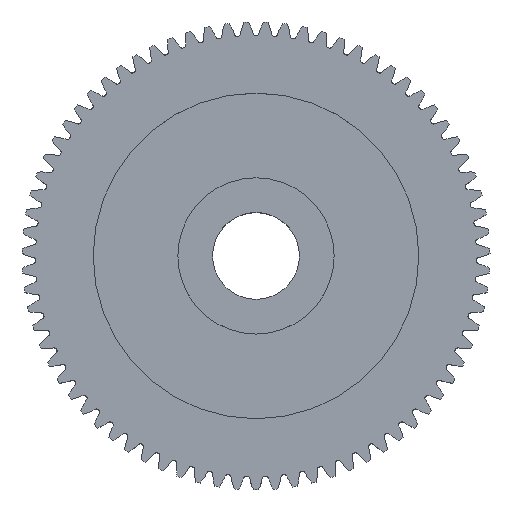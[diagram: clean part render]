
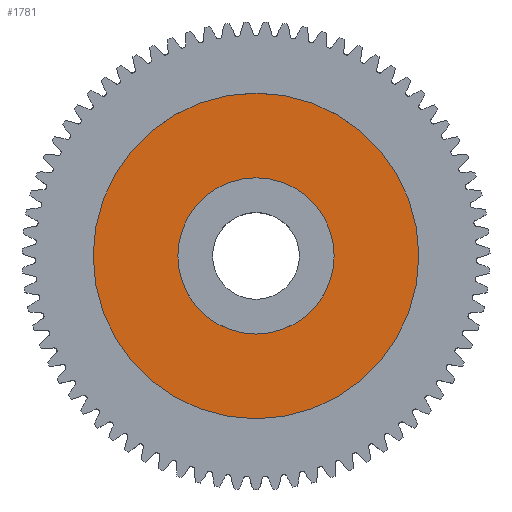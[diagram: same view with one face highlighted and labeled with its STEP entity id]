
A CAD part, top view. The second image highlights one B-rep face of the part: STEP entity #1781.
In plain terms, the highlighted planar face has unit normal (0, 0, 1).
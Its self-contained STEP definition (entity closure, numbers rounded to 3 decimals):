
#1541 = VERTEX_POINT ( 'NONE', #8223 ) ;
#1545 = VERTEX_POINT ( 'NONE', #8281 ) ;
#1547 = EDGE_CURVE ( 'NONE', #1541, #1545, #8278, .T. ) ;
#1715 = EDGE_LOOP ( 'NONE', ( #1727, #1787 ) ) ;
#1722 = EDGE_CURVE ( 'NONE', #1545, #1541, #8649, .T. ) ;
#1726 = EDGE_CURVE ( 'NONE', #1827, #1820, #8653, .T. ) ;
#1727 = ORIENTED_EDGE ( 'NONE', *, *, #1547, .T. ) ;
#1733 = ORIENTED_EDGE ( 'NONE', *, *, #1830, .F. ) ;
#1781 = ADVANCED_FACE ( 'NONE', ( #8590, #8587 ), #8593, .F. ) ;
#1782 = EDGE_LOOP ( 'NONE', ( #1788, #1733 ) ) ;
#1787 = ORIENTED_EDGE ( 'NONE', *, *, #1722, .T. ) ;
#1788 = ORIENTED_EDGE ( 'NONE', *, *, #1726, .F. ) ;
#1820 = VERTEX_POINT ( 'NONE', #8778 ) ;
#1827 = VERTEX_POINT ( 'NONE', #8923 ) ;
#1830 = EDGE_CURVE ( 'NONE', #1820, #1827, #8920, .T. ) ;
#8214 = DIRECTION ( 'NONE',  ( -1., 0., 0. ) ) ;
#8215 = DIRECTION ( 'NONE',  ( 0., 0., -1. ) ) ;
#8216 = CARTESIAN_POINT ( 'NONE',  ( 0., 0., 4. ) ) ;
#8217 = AXIS2_PLACEMENT_3D ( 'NONE', #8216, #8215, #8214 ) ;
#8223 = CARTESIAN_POINT ( 'NONE',  ( -9., 0., 4. ) ) ;
#8278 = CIRCLE ( 'NONE', #8217, 9. ) ;
#8281 = CARTESIAN_POINT ( 'NONE',  ( 9., 0., 4. ) ) ;
#8576 = DIRECTION ( 'NONE',  ( -1., 0., 0. ) ) ;
#8577 = DIRECTION ( 'NONE',  ( 0., 0., -1. ) ) ;
#8582 = AXIS2_PLACEMENT_3D ( 'NONE', #8701, #8577, #8576 ) ;
#8587 = FACE_OUTER_BOUND ( 'NONE', #1782, .T. ) ;
#8590 = FACE_BOUND ( 'NONE', #1715, .T. ) ;
#8593 = PLANE ( 'NONE',  #8582 ) ;
#8640 = DIRECTION ( 'NONE',  ( -1., 0., 0. ) ) ;
#8641 = DIRECTION ( 'NONE',  ( 0., 0., -1. ) ) ;
#8642 = AXIS2_PLACEMENT_3D ( 'NONE', #8670, #8641, #8640 ) ;
#8645 = DIRECTION ( 'NONE',  ( -1., 0., 0. ) ) ;
#8646 = DIRECTION ( 'NONE',  ( 0., 0., -1. ) ) ;
#8647 = CARTESIAN_POINT ( 'NONE',  ( 0., 0., 4. ) ) ;
#8648 = AXIS2_PLACEMENT_3D ( 'NONE', #8647, #8646, #8645 ) ;
#8649 = CIRCLE ( 'NONE', #8648, 9. ) ;
#8653 = CIRCLE ( 'NONE', #8642, 18.75 ) ;
#8670 = CARTESIAN_POINT ( 'NONE',  ( 0., 0., 4. ) ) ;
#8701 = CARTESIAN_POINT ( 'NONE',  ( 0., 0., 4. ) ) ;
#8778 = CARTESIAN_POINT ( 'NONE',  ( 18.75, 0., 4. ) ) ;
#8920 = CIRCLE ( 'NONE', #9014, 18.75 ) ;
#8923 = CARTESIAN_POINT ( 'NONE',  ( -18.75, 0., 4. ) ) ;
#9011 = DIRECTION ( 'NONE',  ( -1., 0., 0. ) ) ;
#9012 = DIRECTION ( 'NONE',  ( 0., 0., -1. ) ) ;
#9013 = CARTESIAN_POINT ( 'NONE',  ( 0., 0., 4. ) ) ;
#9014 = AXIS2_PLACEMENT_3D ( 'NONE', #9013, #9012, #9011 ) ;
